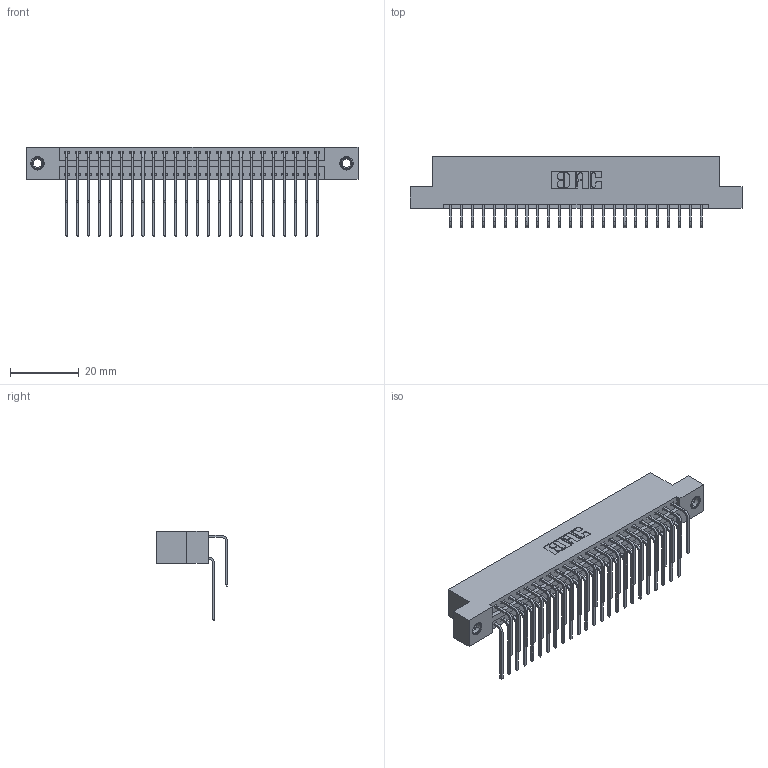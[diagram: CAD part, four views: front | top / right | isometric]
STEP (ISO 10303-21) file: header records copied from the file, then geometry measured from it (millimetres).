
FILE_DESCRIPTION (( 'STEP AP203' ), '1' );
FILE_NAME ('346-048-559-207.STEP', '2018-08-25T11:06:03', ( '' ), ( '' ), 'SwSTEP 2.0', 'SolidWorks 2016', '' );
FILE_SCHEMA (( 'CONFIG_CONTROL_DESIGN' ));
Length unit declared in the file: inch
Products named in the file (5): 345-292-001_558 559 Tail - 1; 345-292-001_559 Tail - 2; 345-250-001_345-250-005-103; 346-048-559-207; 346 Part_Flush Mounting Lugs - 0.156 Dia-TI
Assembly tree (51 placements, depth 2):
  346-048-559-207
    346 Part_Flush Mounting Lugs - 0.156 Dia-TI
    345-292-001_558 559 Tail - 1  x24
    345-292-001_559 Tail - 2  x24
    345-250-001_345-250-005-103  x2
Bounding box: 96.77 x 20.89 x 26.16 mm (x, y, z)
Volume: 9560.2 mm3; surface area: 14220.4 mm2
Topology: 51 solids, 51 shells, 2774 faces, 8193 edges, 5390 vertices
Faces by surface type: plane 1884, cylinder 874, cone 12, torus 4
Entity records: 21056 total; most frequent: CARTESIAN_POINT 3530, ORIENTED_EDGE 3406, DIRECTION 3161, EDGE_CURVE 1703, VECTOR 1415, LINE 1415, VERTEX_POINT 1128, AXIS2_PLACEMENT_3D 873
